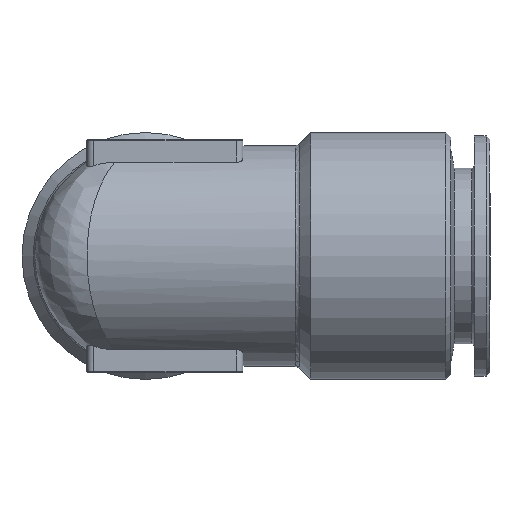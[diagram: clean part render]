
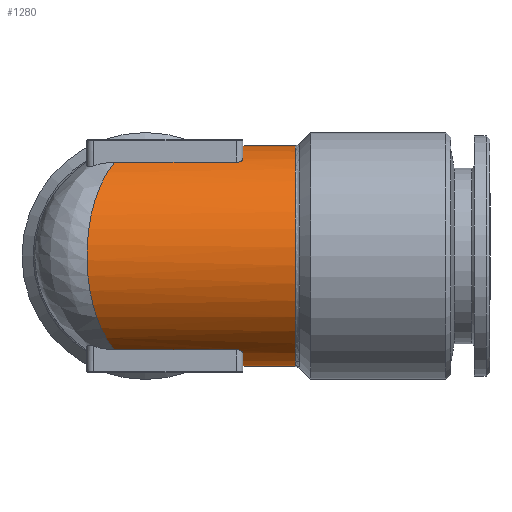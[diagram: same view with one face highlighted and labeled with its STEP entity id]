
A CAD part, left-side view. The second image highlights one B-rep face of the part: STEP entity #1280.
In plain terms, the highlighted cylindrical face has radius 8.5 mm (diameter 17 mm), a full revolution.
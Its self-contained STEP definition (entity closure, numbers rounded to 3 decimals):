
#38=B_SPLINE_CURVE_WITH_KNOTS('',3,(#2121,#2122,#2123,#2124,#2125,#2126,
#2127,#2128,#2129,#2130,#2131,#2132,#2133,#2134,#2135,#2136,#2137,#2138,
#2139,#2140,#2141,#2142,#2143,#2144,#2145,#2146,#2147),.UNSPECIFIED.,.F.,
 .F.,(4,1,1,1,1,1,1,1,1,1,1,1,1,1,1,1,1,1,1,1,1,1,1,1,4),(0.,0.063,0.094,
0.125,0.156,0.188,0.219,0.25,0.281,0.313,0.375,0.438,0.5,0.563,
0.625,0.688,0.719,0.75,0.781,0.813,0.844,0.875,0.906,0.938,1.),
 .UNSPECIFIED.);
#42=B_SPLINE_CURVE_WITH_KNOTS('',3,(#2204,#2205,#2206,#2207),
 .UNSPECIFIED.,.F.,.F.,(4,4),(0.,0.),
 .UNSPECIFIED.);
#44=B_SPLINE_CURVE_WITH_KNOTS('',3,(#2219,#2220,#2221,#2222),
 .UNSPECIFIED.,.F.,.F.,(4,4),(0.,0.001),.UNSPECIFIED.);
#45=B_SPLINE_CURVE_WITH_KNOTS('',3,(#2230,#2231,#2232,#2233),
 .UNSPECIFIED.,.F.,.F.,(4,4),(0.,0.001),
 .UNSPECIFIED.);
#52=B_SPLINE_CURVE_WITH_KNOTS('',3,(#2291,#2292,#2293,#2294),
 .UNSPECIFIED.,.F.,.F.,(4,4),(0.,0.001),.UNSPECIFIED.);
#53=B_SPLINE_CURVE_WITH_KNOTS('',3,(#2302,#2303,#2304,#2305),
 .UNSPECIFIED.,.F.,.F.,(4,4),(0.,0.001),
 .UNSPECIFIED.);
#55=B_SPLINE_CURVE_WITH_KNOTS('',3,(#2315,#2316,#2317,#2318),
 .UNSPECIFIED.,.F.,.F.,(4,4),(0.,0.),
 .UNSPECIFIED.);
#59=B_SPLINE_CURVE_WITH_KNOTS('',3,(#2435,#2436,#2437,#2438,#2439,#2440,
#2441,#2442,#2443,#2444,#2445,#2446,#2447,#2448,#2449,#2450,#2451,#2452,
#2453,#2454,#2455,#2456,#2457,#2458,#2459,#2460,#2461),.UNSPECIFIED.,.F.,
 .F.,(4,1,1,1,1,1,1,1,1,1,1,1,1,1,1,1,1,1,1,1,1,1,1,1,4),(0.,0.063,0.094,
0.125,0.156,0.188,0.219,0.25,0.281,0.313,0.375,0.438,0.5,0.563,
0.625,0.688,0.719,0.75,0.781,0.813,0.844,0.875,0.906,0.938,1.),
 .UNSPECIFIED.);
#110=LINE('',#2215,#166);
#115=LINE('',#2242,#171);
#124=LINE('',#2282,#180);
#129=LINE('',#2309,#185);
#166=VECTOR('',#1693,1000.);
#171=VECTOR('',#1708,1000.);
#180=VECTOR('',#1731,1000.);
#185=VECTOR('',#1746,1000.);
#219=CYLINDRICAL_SURFACE('',#1461,8.5);
#518=ORIENTED_EDGE('',*,*,#725,.T.);
#519=ORIENTED_EDGE('',*,*,#662,.F.);
#520=ORIENTED_EDGE('',*,*,#664,.F.);
#521=ORIENTED_EDGE('',*,*,#667,.F.);
#522=ORIENTED_EDGE('',*,*,#700,.T.);
#523=ORIENTED_EDGE('',*,*,#680,.F.);
#524=ORIENTED_EDGE('',*,*,#683,.F.);
#525=ORIENTED_EDGE('',*,*,#685,.F.);
#526=ORIENTED_EDGE('',*,*,#687,.F.);
#527=ORIENTED_EDGE('',*,*,#689,.F.);
#528=ORIENTED_EDGE('',*,*,#691,.F.);
#529=ORIENTED_EDGE('',*,*,#643,.T.);
#530=ORIENTED_EDGE('',*,*,#655,.F.);
#531=ORIENTED_EDGE('',*,*,#658,.F.);
#532=ORIENTED_EDGE('',*,*,#660,.F.);
#643=EDGE_CURVE('',#789,#787,#38,.T.);
#655=EDGE_CURVE('',#797,#787,#42,.T.);
#658=EDGE_CURVE('',#798,#797,#110,.T.);
#660=EDGE_CURVE('',#799,#798,#44,.T.);
#662=EDGE_CURVE('',#800,#799,#904,.T.);
#664=EDGE_CURVE('',#801,#800,#45,.T.);
#667=EDGE_CURVE('',#803,#801,#115,.T.);
#680=EDGE_CURVE('',#809,#810,#124,.T.);
#683=EDGE_CURVE('',#811,#809,#52,.T.);
#685=EDGE_CURVE('',#812,#811,#905,.T.);
#687=EDGE_CURVE('',#813,#812,#53,.T.);
#689=EDGE_CURVE('',#814,#813,#129,.T.);
#691=EDGE_CURVE('',#789,#814,#55,.T.);
#700=EDGE_CURVE('',#803,#810,#59,.T.);
#725=EDGE_CURVE('',#841,#841,#929,.T.);
#787=VERTEX_POINT('',#2119);
#789=VERTEX_POINT('',#2148);
#797=VERTEX_POINT('',#2203);
#798=VERTEX_POINT('',#2214);
#799=VERTEX_POINT('',#2218);
#800=VERTEX_POINT('',#2225);
#801=VERTEX_POINT('',#2229);
#803=VERTEX_POINT('',#2241);
#809=VERTEX_POINT('',#2281);
#810=VERTEX_POINT('',#2283);
#811=VERTEX_POINT('',#2290);
#812=VERTEX_POINT('',#2297);
#813=VERTEX_POINT('',#2301);
#814=VERTEX_POINT('',#2308);
#841=VERTEX_POINT('',#2554);
#904=CIRCLE('',#1398,8.5);
#905=CIRCLE('',#1410,8.5);
#929=CIRCLE('',#1462,8.5);
#1030=EDGE_LOOP('',(#518));
#1031=EDGE_LOOP('',(#519,#520,#521,#522,#523,#524,#525,#526,#527,#528,#529,
#530,#531,#532));
#1155=FACE_BOUND('',#1030,.T.);
#1156=FACE_BOUND('',#1031,.T.);
#1280=ADVANCED_FACE('',(#1155,#1156),#219,.T.);
#1398=AXIS2_PLACEMENT_3D('',#2226,#1700,#1701);
#1410=AXIS2_PLACEMENT_3D('',#2298,#1738,#1739);
#1461=AXIS2_PLACEMENT_3D('',#2552,#1847,#1848);
#1462=AXIS2_PLACEMENT_3D('',#2553,#1849,#1850);
#1693=DIRECTION('',(0.,1.,0.));
#1700=DIRECTION('',(0.,1.,0.));
#1701=DIRECTION('',(-1.,0.,0.));
#1708=DIRECTION('',(0.,-1.,0.));
#1731=DIRECTION('',(0.,1.,0.));
#1738=DIRECTION('',(0.,1.,0.));
#1739=DIRECTION('',(-1.,0.,0.));
#1746=DIRECTION('',(0.,-1.,0.));
#1847=DIRECTION('',(0.,-1.,0.));
#1848=DIRECTION('',(0.,0.,-1.));
#1849=DIRECTION('',(0.,1.,0.));
#1850=DIRECTION('',(0.,0.,1.));
#2119=CARTESIAN_POINT('',(4.539,-4.806,7.187));
#2121=CARTESIAN_POINT('',(4.539,-4.806,-7.187));
#2122=CARTESIAN_POINT('',(4.819,-5.103,-7.01));
#2123=CARTESIAN_POINT('',(5.212,-5.518,-6.728));
#2124=CARTESIAN_POINT('',(5.696,-6.031,-6.314));
#2125=CARTESIAN_POINT('',(6.006,-6.359,-6.022));
#2126=CARTESIAN_POINT('',(6.395,-6.771,-5.609));
#2127=CARTESIAN_POINT('',(6.724,-7.119,-5.209));
#2128=CARTESIAN_POINT('',(7.033,-7.447,-4.782));
#2129=CARTESIAN_POINT('',(7.296,-7.725,-4.372));
#2130=CARTESIAN_POINT('',(7.584,-8.03,-3.855));
#2131=CARTESIAN_POINT('',(7.898,-8.363,-3.177));
#2132=CARTESIAN_POINT('',(8.203,-8.686,-2.323));
#2133=CARTESIAN_POINT('',(8.449,-8.946,-1.154));
#2134=CARTESIAN_POINT('',(8.525,-9.027,0.));
#2135=CARTESIAN_POINT('',(8.449,-8.946,1.154));
#2136=CARTESIAN_POINT('',(8.203,-8.686,2.323));
#2137=CARTESIAN_POINT('',(7.898,-8.363,3.177));
#2138=CARTESIAN_POINT('',(7.584,-8.03,3.855));
#2139=CARTESIAN_POINT('',(7.296,-7.725,4.372));
#2140=CARTESIAN_POINT('',(7.033,-7.447,4.781));
#2141=CARTESIAN_POINT('',(6.724,-7.119,5.209));
#2142=CARTESIAN_POINT('',(6.395,-6.771,5.608));
#2143=CARTESIAN_POINT('',(6.006,-6.359,6.022));
#2144=CARTESIAN_POINT('',(5.696,-6.031,6.314));
#2145=CARTESIAN_POINT('',(5.212,-5.518,6.728));
#2146=CARTESIAN_POINT('',(4.819,-5.103,7.01));
#2147=CARTESIAN_POINT('',(4.539,-4.806,7.187));
#2148=CARTESIAN_POINT('',(4.539,-4.806,-7.187));
#2203=CARTESIAN_POINT('',(4.5,-5.,7.211));
#2204=CARTESIAN_POINT('',(4.5,-5.,7.211));
#2205=CARTESIAN_POINT('',(4.5,-4.932,7.211));
#2206=CARTESIAN_POINT('',(4.514,-4.867,7.203));
#2207=CARTESIAN_POINT('',(4.539,-4.806,7.187));
#2214=CARTESIAN_POINT('',(4.5,-7.,7.211));
#2215=CARTESIAN_POINT('',(4.5,24.042,7.211));
#2218=CARTESIAN_POINT('',(4.,-7.5,7.5));
#2219=CARTESIAN_POINT('',(4.,-7.5,7.5));
#2220=CARTESIAN_POINT('',(4.251,-7.5,7.366));
#2221=CARTESIAN_POINT('',(4.5,-7.286,7.211));
#2222=CARTESIAN_POINT('',(4.5,-7.,7.211));
#2225=CARTESIAN_POINT('',(-4.,-7.5,7.5));
#2226=CARTESIAN_POINT('',(0.,-7.5,0.));
#2229=CARTESIAN_POINT('',(-4.5,-7.,7.211));
#2230=CARTESIAN_POINT('',(-4.5,-7.,7.211));
#2231=CARTESIAN_POINT('',(-4.5,-7.285,7.211));
#2232=CARTESIAN_POINT('',(-4.251,-7.5,7.366));
#2233=CARTESIAN_POINT('',(-4.,-7.5,7.5));
#2241=CARTESIAN_POINT('',(-4.5,2.382,7.211));
#2242=CARTESIAN_POINT('',(-4.5,24.042,7.211));
#2281=CARTESIAN_POINT('',(-4.5,-7.,-7.211));
#2282=CARTESIAN_POINT('',(-4.5,24.042,-7.211));
#2283=CARTESIAN_POINT('',(-4.5,2.382,-7.211));
#2290=CARTESIAN_POINT('',(-4.,-7.5,-7.5));
#2291=CARTESIAN_POINT('',(-4.,-7.5,-7.5));
#2292=CARTESIAN_POINT('',(-4.251,-7.5,-7.366));
#2293=CARTESIAN_POINT('',(-4.5,-7.286,-7.211));
#2294=CARTESIAN_POINT('',(-4.5,-7.,-7.211));
#2297=CARTESIAN_POINT('',(4.,-7.5,-7.5));
#2298=CARTESIAN_POINT('',(0.,-7.5,0.));
#2301=CARTESIAN_POINT('',(4.5,-7.,-7.211));
#2302=CARTESIAN_POINT('',(4.5,-7.,-7.211));
#2303=CARTESIAN_POINT('',(4.5,-7.285,-7.211));
#2304=CARTESIAN_POINT('',(4.251,-7.5,-7.366));
#2305=CARTESIAN_POINT('',(4.,-7.5,-7.5));
#2308=CARTESIAN_POINT('',(4.5,-5.,-7.211));
#2309=CARTESIAN_POINT('',(4.5,24.042,-7.211));
#2315=CARTESIAN_POINT('',(4.539,-4.806,-7.187));
#2316=CARTESIAN_POINT('',(4.514,-4.867,-7.203));
#2317=CARTESIAN_POINT('',(4.5,-4.932,-7.211));
#2318=CARTESIAN_POINT('',(4.5,-5.,-7.211));
#2435=CARTESIAN_POINT('',(-4.5,2.382,7.211));
#2436=CARTESIAN_POINT('',(-4.782,2.532,7.035));
#2437=CARTESIAN_POINT('',(-5.178,2.741,6.755));
#2438=CARTESIAN_POINT('',(-5.666,3.,6.341));
#2439=CARTESIAN_POINT('',(-5.978,3.165,6.049));
#2440=CARTESIAN_POINT('',(-6.372,3.373,5.635));
#2441=CARTESIAN_POINT('',(-6.703,3.549,5.235));
#2442=CARTESIAN_POINT('',(-7.016,3.715,4.807));
#2443=CARTESIAN_POINT('',(-7.281,3.855,4.396));
#2444=CARTESIAN_POINT('',(-7.572,4.009,3.877));
#2445=CARTESIAN_POINT('',(-7.891,4.178,3.196));
#2446=CARTESIAN_POINT('',(-8.199,4.341,2.337));
#2447=CARTESIAN_POINT('',(-8.449,4.473,1.162));
#2448=CARTESIAN_POINT('',(-8.526,4.514,0.));
#2449=CARTESIAN_POINT('',(-8.449,4.473,-1.161));
#2450=CARTESIAN_POINT('',(-8.199,4.341,-2.337));
#2451=CARTESIAN_POINT('',(-7.891,4.178,-3.196));
#2452=CARTESIAN_POINT('',(-7.572,4.009,-3.877));
#2453=CARTESIAN_POINT('',(-7.281,3.855,-4.396));
#2454=CARTESIAN_POINT('',(-7.016,3.715,-4.807));
#2455=CARTESIAN_POINT('',(-6.704,3.549,-5.235));
#2456=CARTESIAN_POINT('',(-6.372,3.373,-5.635));
#2457=CARTESIAN_POINT('',(-5.978,3.165,-6.049));
#2458=CARTESIAN_POINT('',(-5.666,3.,-6.341));
#2459=CARTESIAN_POINT('',(-5.178,2.741,-6.755));
#2460=CARTESIAN_POINT('',(-4.782,2.532,-7.035));
#2461=CARTESIAN_POINT('',(-4.5,2.382,-7.211));
#2552=CARTESIAN_POINT('',(0.,24.042,0.));
#2553=CARTESIAN_POINT('',(0.,-11.503,0.));
#2554=CARTESIAN_POINT('',(0.,-11.503,8.5));
